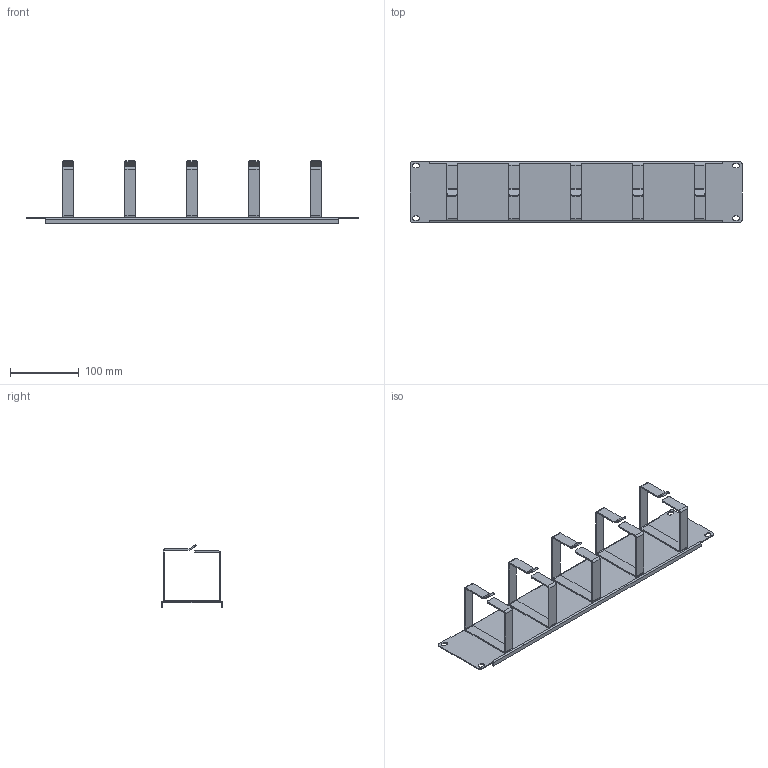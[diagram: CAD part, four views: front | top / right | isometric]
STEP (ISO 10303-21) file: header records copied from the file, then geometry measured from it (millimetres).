
FILE_DESCRIPTION (( 'STEP AP214' ), '1' );
FILE_NAME ('LC2UM4RHCM_3D.step', '2025-01-10T18:43:19', ( '' ), ( '' ), 'SwSTEP 2.0', 'SolidWorks 2022', '' );
FILE_SCHEMA (( 'AUTOMOTIVE_DESIGN' ));
Length unit declared in the file: inch
Products named in the file (4): AS2_2^SWMCABLERING2U_LC2UM4RHCM; AS1_3^SWMCABLERING2U_LC2UM4RHCM; SWMCABLERING2U^LC2UM4RHCM; LC2UM4RHCM_3D
Assembly tree (10 placements, depth 3):
  LC2UM4RHCM_3D
    SWMCABLERING2U^LC2UM4RHCM
      AS1_3^SWMCABLERING2U_LC2UM4RHCM
      AS2_2^SWMCABLERING2U_LC2UM4RHCM  x8
Bounding box: 482.5 x 88.05 x 91.31 mm (x, y, z)
Volume: 145442.8 mm3; surface area: 181506.1 mm2
Topology: 9 solids, 9 shells, 470 faces, 1020 edges, 568 vertices
Faces by surface type: plane 322, cylinder 148
Entity records: 3732 total; most frequent: DIRECTION 660, CARTESIAN_POINT 602, ORIENTED_EDGE 584, EDGE_CURVE 292, AXIS2_PLACEMENT_3D 234, VECTOR 192, LINE 192, VERTEX_POINT 176
